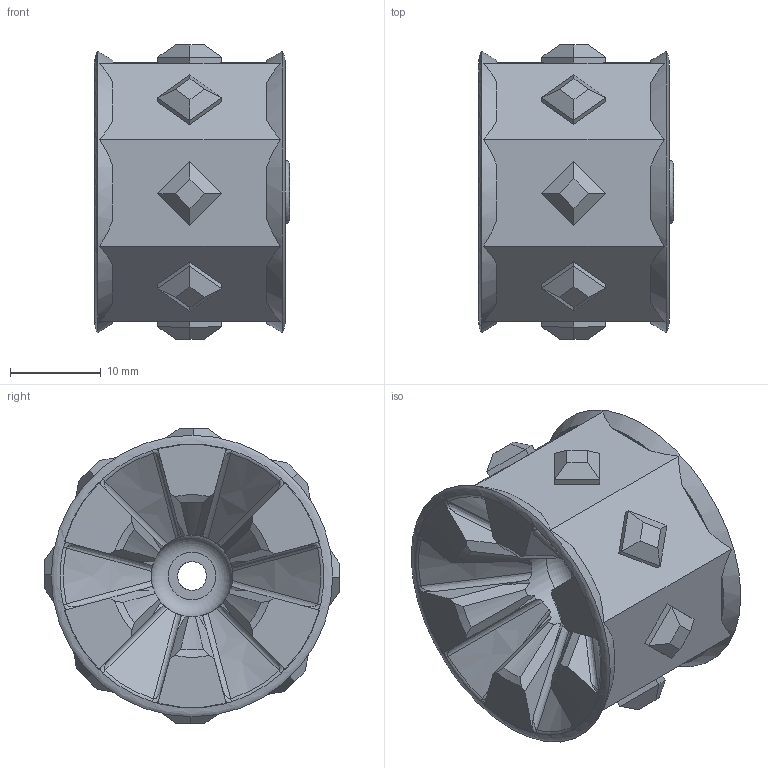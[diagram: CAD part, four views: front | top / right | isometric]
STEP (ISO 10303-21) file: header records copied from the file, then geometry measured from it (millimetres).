
FILE_DESCRIPTION(/* description */ (''),/* implementation_level */ '2;1');
FILE_NAME(/* name */ 'wheels-mod v7.step',/* time_stamp */ '2021-09-12T22:29:09+03:00',/* author */ (''),/* organization */ (''),/* preprocessor_version */ 'ST-DEVELOPER v18.1',/* originating_system */ 'Autodesk Translation Framework v10.10.0.1391',/* authorisation */ '');
FILE_SCHEMA (('AUTOMOTIVE_DESIGN { 1 0 10303 214 3 1 1 }'));
Length unit declared in the file: millimetre
Products named in the file (1): wheels-mod
Bounding box: 21.54 x 32.52 x 32.52 mm (x, y, z)
Volume: 12322.5 mm3; surface area: 4484.8 mm2
Topology: 1 solids, 1 shells, 222 faces, 586 edges, 376 vertices
Faces by surface type: plane 128, cone 44, bspline 36, torus 10, cylinder 4
Full cylindrical faces by diameter (mm): 3 x2, 3.2 x1, 9 x1
Entity records: 13633 total; most frequent: CARTESIAN_POINT 8482, ORIENTED_EDGE 1172, DIRECTION 916, EDGE_CURVE 586, VERTEX_POINT 376, AXIS2_PLACEMENT_3D 333, LINE 250, VECTOR 250
